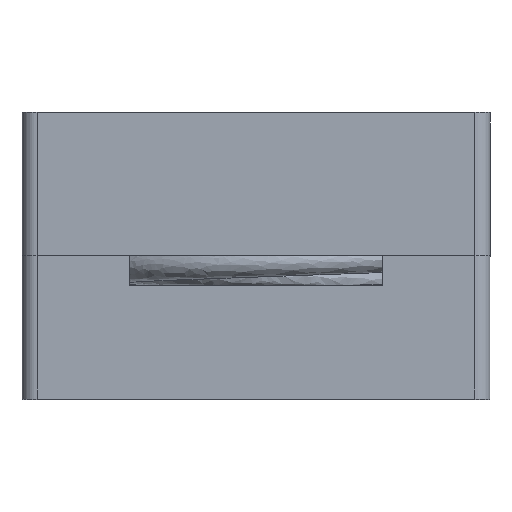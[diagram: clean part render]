
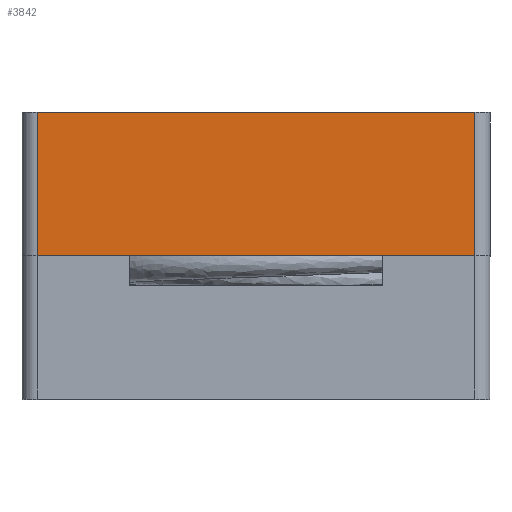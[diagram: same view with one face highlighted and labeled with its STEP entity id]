
A CAD part, top view. The second image highlights one B-rep face of the part: STEP entity #3842.
In plain terms, the highlighted planar face has unit normal (0, 0, 1).
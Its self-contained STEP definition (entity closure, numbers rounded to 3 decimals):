
#333=LINE('',#6457,#572);
#340=LINE('',#6474,#579);
#341=LINE('',#6476,#580);
#342=LINE('',#6478,#581);
#572=VECTOR('',#4450,1000.);
#579=VECTOR('',#4467,1000.);
#580=VECTOR('',#4468,1000.);
#581=VECTOR('',#4469,1000.);
#1194=ORIENTED_EDGE('',*,*,#1791,.F.);
#1195=ORIENTED_EDGE('',*,*,#1800,.T.);
#1196=ORIENTED_EDGE('',*,*,#1801,.T.);
#1197=ORIENTED_EDGE('',*,*,#1802,.T.);
#1791=EDGE_CURVE('',#2136,#2137,#333,.T.);
#1800=EDGE_CURVE('',#2136,#2142,#340,.F.);
#1801=EDGE_CURVE('',#2142,#2143,#341,.T.);
#1802=EDGE_CURVE('',#2143,#2137,#342,.T.);
#2136=VERTEX_POINT('',#6456);
#2137=VERTEX_POINT('',#6458);
#2142=VERTEX_POINT('',#6475);
#2143=VERTEX_POINT('',#6477);
#2422=EDGE_LOOP('',(#1194,#1195,#1196,#1197));
#2665=FACE_BOUND('',#2422,.T.);
#2871=PLANE('',#4044);
#3842=ADVANCED_FACE('',(#2665),#2871,.T.);
#4044=AXIS2_PLACEMENT_3D('',#6473,#4465,#4466);
#4450=DIRECTION('',(1.,0.,0.));
#4465=DIRECTION('',(0.,0.,1.));
#4466=DIRECTION('',(1.,0.,0.));
#4467=DIRECTION('',(0.,1.,0.));
#4468=DIRECTION('',(1.,0.,0.));
#4469=DIRECTION('',(0.,1.,0.));
#6456=CARTESIAN_POINT('',(-14.5,0.,36.));
#6457=CARTESIAN_POINT('',(-15.5,0.,36.));
#6458=CARTESIAN_POINT('',(14.5,0.,36.));
#6473=CARTESIAN_POINT('',(-15.5,-9.5,36.));
#6474=CARTESIAN_POINT('',(-14.5,-9.5,36.));
#6475=CARTESIAN_POINT('',(-14.5,-9.5,36.));
#6476=CARTESIAN_POINT('',(-15.5,-9.5,36.));
#6477=CARTESIAN_POINT('',(14.5,-9.5,36.));
#6478=CARTESIAN_POINT('',(14.5,-9.5,36.));
